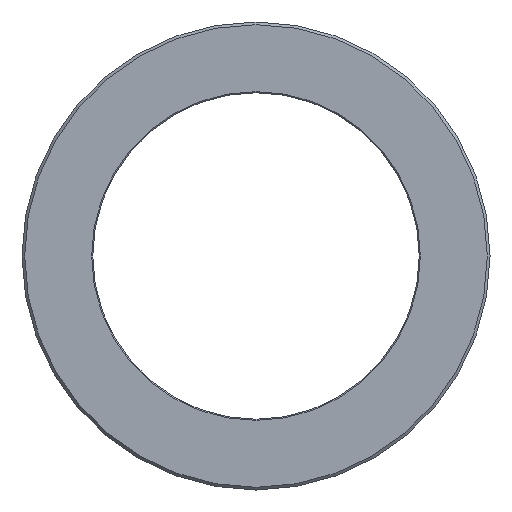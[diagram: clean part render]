
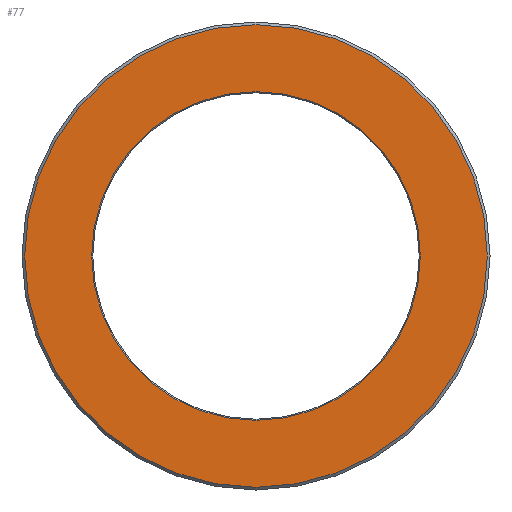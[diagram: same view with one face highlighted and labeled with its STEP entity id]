
A CAD part, left-side view. The second image highlights one B-rep face of the part: STEP entity #77.
In plain terms, the highlighted planar face has unit normal (-1, 0, 0).
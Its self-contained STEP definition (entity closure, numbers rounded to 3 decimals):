
#77 = ADVANCED_FACE( '', ( #95, #96 ), #97, .T. );
#95 = FACE_BOUND( '', #143, .T. );
#96 = FACE_OUTER_BOUND( '', #144, .T. );
#97 = PLANE( '', #145 );
#143 = EDGE_LOOP( '', ( #191 ) );
#144 = EDGE_LOOP( '', ( #192 ) );
#145 = AXIS2_PLACEMENT_3D( '', #193, #194, #195 );
#191 = ORIENTED_EDGE( '', *, *, #271, .T. );
#192 = ORIENTED_EDGE( '', *, *, #272, .T. );
#193 = CARTESIAN_POINT( '', ( 0., 0., 0. ) );
#194 = DIRECTION( '', ( -1., 0., 0. ) );
#195 = DIRECTION( '', ( 0., 0., 1. ) );
#271 = EDGE_CURVE( '', #287, #287, #288, .F. );
#272 = EDGE_CURVE( '', #289, #289, #290, .T. );
#287 = VERTEX_POINT( '', #319 );
#288 = CIRCLE( '', #320, 30.2 );
#289 = VERTEX_POINT( '', #321 );
#290 = CIRCLE( '', #322, 42.5 );
#319 = CARTESIAN_POINT( '', ( 0., 0., 30.2 ) );
#320 = AXIS2_PLACEMENT_3D( '', #351, #352, #353 );
#321 = CARTESIAN_POINT( '', ( 0., 0., 42.5 ) );
#322 = AXIS2_PLACEMENT_3D( '', #354, #355, #356 );
#351 = CARTESIAN_POINT( '', ( 0., 0., 0. ) );
#352 = DIRECTION( '', ( -1., 0., 0. ) );
#353 = DIRECTION( '', ( 0., 0., 1. ) );
#354 = CARTESIAN_POINT( '', ( 0., 0., 0. ) );
#355 = DIRECTION( '', ( -1., 0., 0. ) );
#356 = DIRECTION( '', ( 0., 0., 1. ) );
